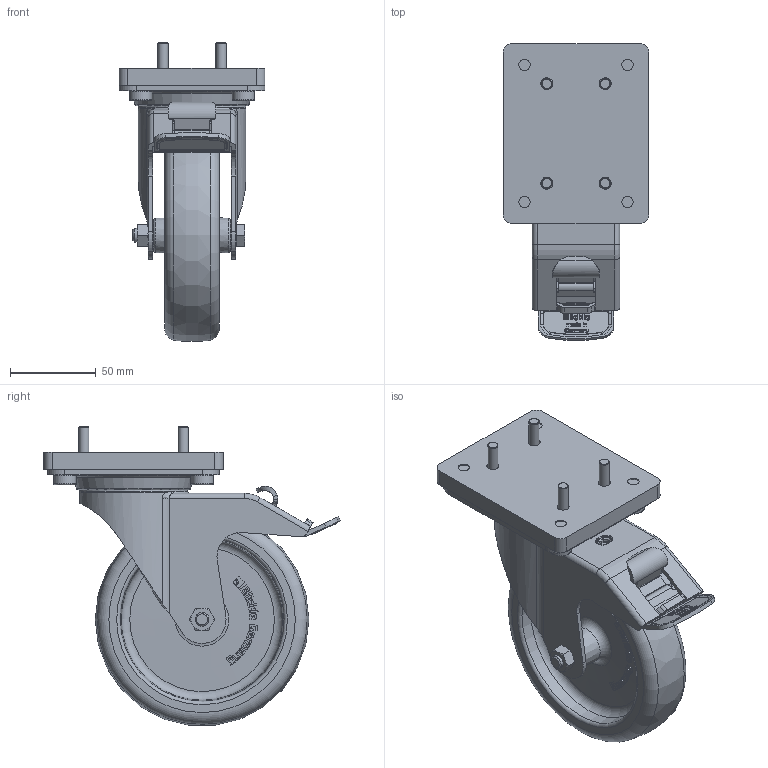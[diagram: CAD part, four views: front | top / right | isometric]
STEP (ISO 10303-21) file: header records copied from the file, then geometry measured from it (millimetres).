
FILE_DESCRIPTION(/* description */ ('Unknown'),/* implementation_level */ '2;1');
FILE_NAME(/* name */ '113.00033 Lenkrolle TA 125 kpl',/* time_stamp */ '2017-12-19T10:59:23+01:00',/* author */ ('Unknown'),/* organization */ ('Unknown'),/* preprocessor_version */ 'ST-DEVELOPER v16.7',/* originating_system */ 'DEX',/* authorisation */ $);
FILE_SCHEMA (('AUTOMOTIVE_DESIGN {1 0 10303 214 3 1 1}'));
Products named in the file (5): 113.00033; 113.00032 Blickle; 126.00049; 142.00135; 142.00091
Assembly tree (10 placements, depth 2):
  113.00033
    113.00032 Blickle
    126.00049
    142.00135  x4
    142.00091  x4
Bounding box: 85 x 173.25 x 174.4 mm (x, y, z)
Volume: 422816.8 mm3; surface area: 126799.2 mm2
Topology: 10 solids, 10 shells, 2002 faces, 5449 edges, 3595 vertices
Faces by surface type: plane 893, bspline 556, cylinder 386, cone 101, torus 66
Full cylindrical faces by diameter (mm): 6 x4, 6.647 x4, 7 x4, 8 x5, 13 x5, 15 x2, 18 x1, 19.459 x1
Entity records: 81435 total; most frequent: CARTESIAN_POINT 36099, ORIENTED_EDGE 10338, DIRECTION 7534, EDGE_CURVE 5169, VERTEX_POINT 3451, LINE 2636, VECTOR 2636, AXIS2_PLACEMENT_3D 2449
